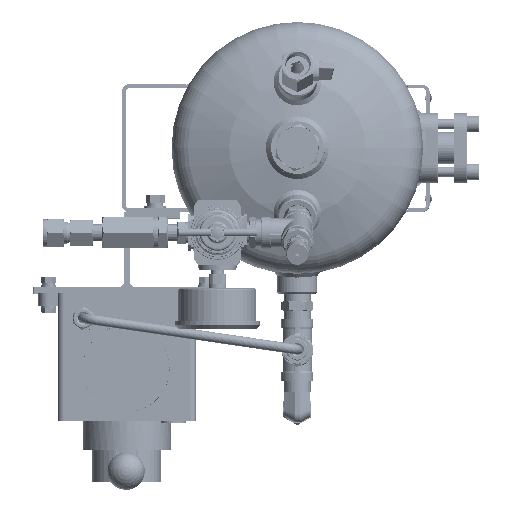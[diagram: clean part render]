
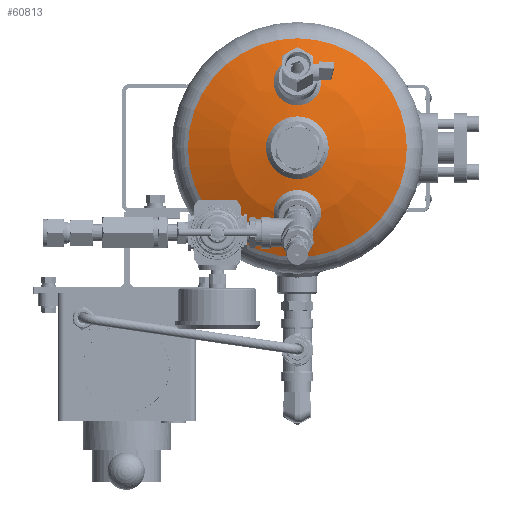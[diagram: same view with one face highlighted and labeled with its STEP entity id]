
A CAD part, top view. The second image highlights one B-rep face of the part: STEP entity #60813.
In plain terms, the highlighted spherical face has radius 202.3 mm.
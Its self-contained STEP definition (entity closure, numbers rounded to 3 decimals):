
#632=SPHERICAL_SURFACE('',#73843,202.3);
#12191=CIRCLE('',#73838,15.);
#12195=CIRCLE('',#73844,15.);
#12196=CIRCLE('',#73845,87.326);
#12197=CIRCLE('',#73846,20.);
#14749=ORIENTED_EDGE('',*,*,#32683,.T.);
#14750=ORIENTED_EDGE('',*,*,#32687,.T.);
#14751=ORIENTED_EDGE('',*,*,#32688,.F.);
#14752=ORIENTED_EDGE('',*,*,#32689,.F.);
#32683=EDGE_CURVE('',#41715,#41715,#12191,.T.);
#32687=EDGE_CURVE('',#41719,#41719,#12195,.T.);
#32688=EDGE_CURVE('',#41720,#41720,#12196,.T.);
#32689=EDGE_CURVE('',#41721,#41721,#12197,.F.);
#41715=VERTEX_POINT('',#97136);
#41719=VERTEX_POINT('',#97146);
#41720=VERTEX_POINT('',#97148);
#41721=VERTEX_POINT('',#97150);
#50499=EDGE_LOOP('',(#14749));
#50500=EDGE_LOOP('',(#14750));
#50501=EDGE_LOOP('',(#14751));
#50502=EDGE_LOOP('',(#14752));
#55244=FACE_BOUND('',#50499,.T.);
#55245=FACE_BOUND('',#50500,.T.);
#55246=FACE_BOUND('',#50501,.T.);
#55247=FACE_BOUND('',#50502,.T.);
#60813=ADVANCED_FACE('',(#55244,#55245,#55246,#55247),#632,.T.);
#73838=AXIS2_PLACEMENT_3D('',#97135,#80425,#80426);
#73843=AXIS2_PLACEMENT_3D('',#97144,#80435,#80436);
#73844=AXIS2_PLACEMENT_3D('',#97145,#80437,#80438);
#73845=AXIS2_PLACEMENT_3D('',#97147,#80439,#80440);
#73846=AXIS2_PLACEMENT_3D('',#97149,#80441,#80442);
#80425=DIRECTION('',(0.259,0.,-0.966));
#80426=DIRECTION('',(0.966,0.,0.259));
#80435=DIRECTION('',(0.,0.,-1.));
#80436=DIRECTION('',(1.,0.,0.));
#80437=DIRECTION('',(-0.259,0.,-0.966));
#80438=DIRECTION('',(-0.966,0.,0.259));
#80439=DIRECTION('',(0.,0.,-1.));
#80440=DIRECTION('',(-1.,0.,0.));
#80441=DIRECTION('',(0.,0.,-1.));
#80442=DIRECTION('',(-1.,0.,0.));
#97135=CARTESIAN_POINT('',(-52.215,0.,46.028));
#97136=CARTESIAN_POINT('',(-37.726,0.,49.911));
#97144=CARTESIAN_POINT('',(0.,0.,-148.841));
#97145=CARTESIAN_POINT('',(52.215,0.,46.028));
#97146=CARTESIAN_POINT('',(37.726,0.,49.911));
#97147=CARTESIAN_POINT('',(0.,0.,33.641));
#97148=CARTESIAN_POINT('',(-87.326,0.,33.641));
#97149=CARTESIAN_POINT('',(0.,0.,52.468));
#97150=CARTESIAN_POINT('',(-20.,0.,52.468));
